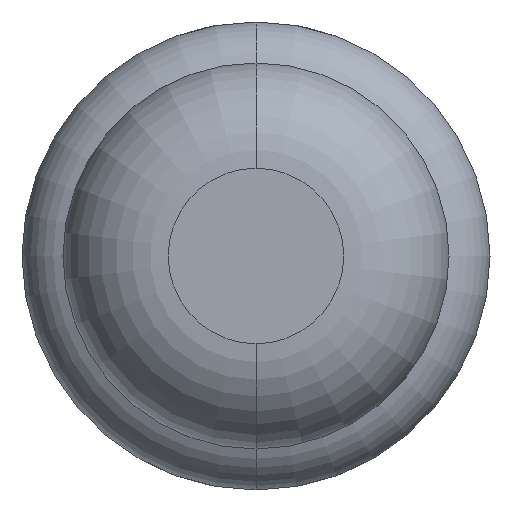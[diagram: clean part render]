
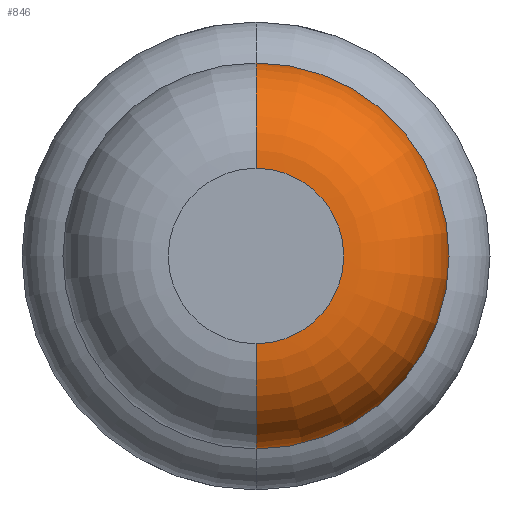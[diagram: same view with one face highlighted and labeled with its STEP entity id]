
A CAD part, front view. The second image highlights one B-rep face of the part: STEP entity #846.
In plain terms, the highlighted toroidal (fillet/blend) face has major radius 0.375 mm and minor radius 0.45 mm.
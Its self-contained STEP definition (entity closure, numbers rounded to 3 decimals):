
#18 = CIRCLE ( 'NONE', #1779, 0.45 ) ;
#45 = CARTESIAN_POINT ( 'NONE',  ( 0., -29., 0. ) ) ;
#97 = AXIS2_PLACEMENT_3D ( 'NONE', #3940, #513, #3980 ) ;
#151 = VERTEX_POINT ( 'NONE', #436 ) ;
#207 = DIRECTION ( 'NONE',  ( -1., 0., 0. ) ) ;
#305 = ORIENTED_EDGE ( 'NONE', *, *, #1302, .T. ) ;
#436 = CARTESIAN_POINT ( 'NONE',  ( 0., -28.55, -0.825 ) ) ;
#439 = DIRECTION ( 'NONE',  ( 0., 0., 1. ) ) ;
#513 = DIRECTION ( 'NONE',  ( 1., 0., 0. ) ) ;
#583 = ORIENTED_EDGE ( 'NONE', *, *, #2943, .F. ) ;
#720 = DIRECTION ( 'NONE',  ( 0., 1., 0. ) ) ;
#747 = CARTESIAN_POINT ( 'NONE',  ( 0., -29., -0.375 ) ) ;
#816 = CARTESIAN_POINT ( 'NONE',  ( 0., -29., 0.375 ) ) ;
#823 = CARTESIAN_POINT ( 'NONE',  ( 0., -28.55, 0.825 ) ) ;
#846 = ADVANCED_FACE ( 'Defeature ausgef�hrt1_7', ( #3840 ), #4050, .T. ) ;
#1072 = CIRCLE ( 'NONE', #2326, 0.825 ) ;
#1113 = CARTESIAN_POINT ( 'NONE',  ( 0., -28.55, 0. ) ) ;
#1168 = EDGE_CURVE ( 'NONE', #2995, #151, #4172, .T. ) ;
#1302 = EDGE_CURVE ( 'Defeature ausgef�hrt1_7+Defeature ausgef�hrt1_6+Defeature ausgef�hrt1_6+Defeature ausgef�hrt1_6', #1607, #2995, #1517, .T. ) ;
#1517 = CIRCLE ( 'NONE', #2813, 0.375 ) ;
#1593 = DIRECTION ( 'NONE',  ( 0., 0., 1. ) ) ;
#1607 = VERTEX_POINT ( 'NONE', #816 ) ;
#1779 = AXIS2_PLACEMENT_3D ( 'NONE', #2305, #207, #1593 ) ;
#1922 = ORIENTED_EDGE ( 'NONE', *, *, #3493, .F. ) ;
#2305 = CARTESIAN_POINT ( 'NONE',  ( 0., -28.55, 0.375 ) ) ;
#2326 = AXIS2_PLACEMENT_3D ( 'NONE', #1113, #3511, #3866 ) ;
#2571 = VERTEX_POINT ( 'NONE', #823 ) ;
#2813 = AXIS2_PLACEMENT_3D ( 'NONE', #45, #720, #4249 ) ;
#2877 = ORIENTED_EDGE ( 'NONE', *, *, #1168, .T. ) ;
#2943 = EDGE_CURVE ( 'Defeature ausgef�hrt1_8+Defeature ausgef�hrt1_7+Defeature ausgef�hrt1_7+Defeature ausgef�hrt1_7', #2571, #151, #1072, .T. ) ;
#2995 = VERTEX_POINT ( 'NONE', #747 ) ;
#3269 = EDGE_LOOP ( 'NONE', ( #305, #2877, #583, #1922 ) ) ;
#3493 = EDGE_CURVE ( 'NONE', #1607, #2571, #18, .T. ) ;
#3511 = DIRECTION ( 'NONE',  ( 0., 1., 0. ) ) ;
#3840 = FACE_OUTER_BOUND ( 'NONE', #3269, .T. ) ;
#3866 = DIRECTION ( 'NONE',  ( 0., 0., 1. ) ) ;
#3899 = CARTESIAN_POINT ( 'NONE',  ( 0., -28.55, 0. ) ) ;
#3940 = CARTESIAN_POINT ( 'NONE',  ( 0., -28.55, -0.375 ) ) ;
#3980 = DIRECTION ( 'NONE',  ( 0., 0., -1. ) ) ;
#4050 = TOROIDAL_SURFACE ( 'NONE', #4187, 0.375, 0.45 ) ;
#4172 = CIRCLE ( 'NONE', #97, 0.45 ) ;
#4187 = AXIS2_PLACEMENT_3D ( 'NONE', #3899, #4264, #439 ) ;
#4249 = DIRECTION ( 'NONE',  ( 0., 0., 1. ) ) ;
#4264 = DIRECTION ( 'NONE',  ( 0., 1., 0. ) ) ;
